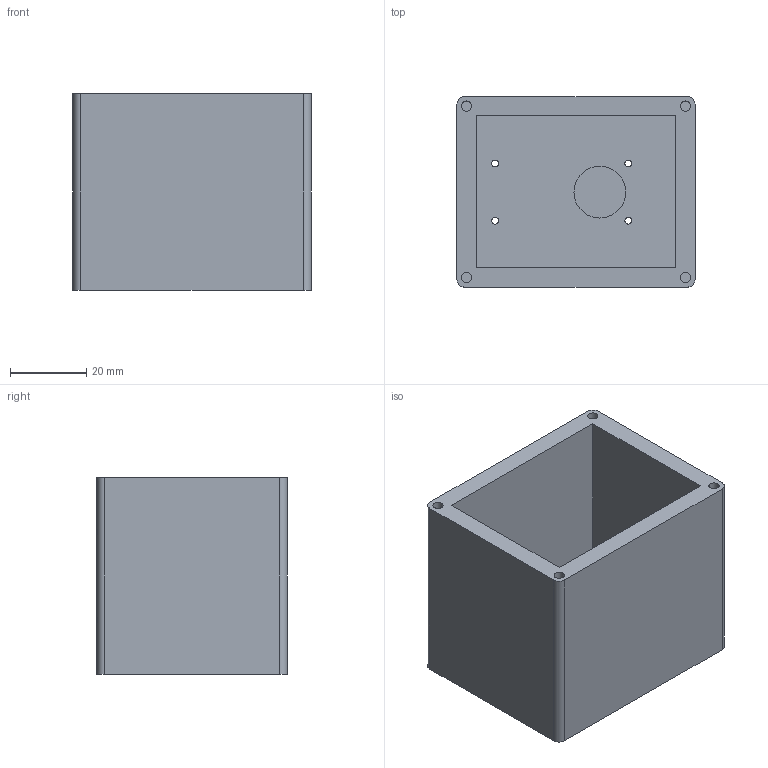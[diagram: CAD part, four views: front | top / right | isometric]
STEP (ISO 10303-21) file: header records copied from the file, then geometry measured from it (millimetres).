
FILE_DESCRIPTION(('FreeCAD Model'),'2;1');
FILE_NAME('Open CASCADE Shape Model','2025-07-31T13:01:01',(''),(''), 'Open CASCADE STEP processor 7.8','FreeCAD','Unknown');
FILE_SCHEMA(('AUTOMOTIVE_DESIGN { 1 0 10303 214 1 1 1 1 }'));
Length unit declared in the file: millimetre
Products named in the file (1): Z-Axis_Base
Bounding box: 62.5 x 50 x 51.7 mm (x, y, z)
Volume: 65314 mm3; surface area: 26783.7 mm2
Topology: 1 solids, 1 shells, 37 faces, 87 edges, 58 vertices
Faces by surface type: plane 20, cylinder 17
Full cylindrical faces by diameter (mm): 1.8 x4, 2.2 x4, 2.7 x4, 13.6 x1
Entity records: 1269 total; most frequent: CARTESIAN_POINT 349, DIRECTION 193, ORIENTED_EDGE 174, EDGE_CURVE 87, AXIS2_PLACEMENT_3D 74, VERTEX_POINT 58, FACE_BOUND 51, EDGE_LOOP 51
